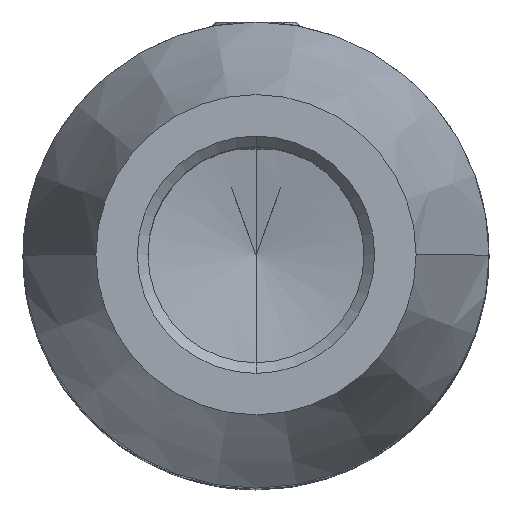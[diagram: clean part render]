
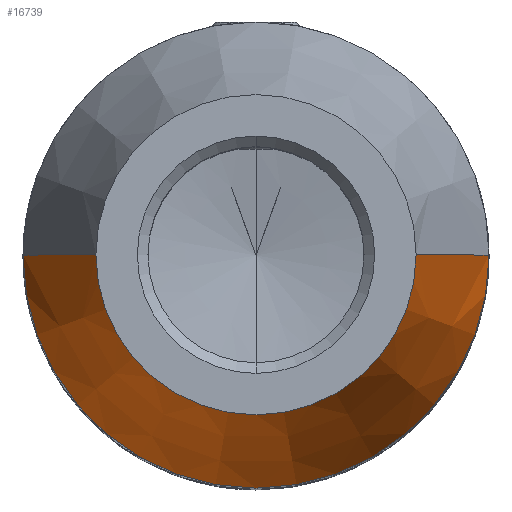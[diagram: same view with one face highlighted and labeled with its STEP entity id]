
A CAD part, top view. The second image highlights one B-rep face of the part: STEP entity #16739.
In plain terms, the highlighted conical face has half-angle 19 degrees and reference radius 7.557 mm.
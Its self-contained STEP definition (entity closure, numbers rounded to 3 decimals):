
#1245 = CARTESIAN_POINT ( 'NONE',  ( -11., 0., -10. ) ) ;
#1440 = LINE ( 'NONE', #1885, #11813 ) ;
#1885 = CARTESIAN_POINT ( 'NONE',  ( 7.557, 0., 0. ) ) ;
#2037 = DIRECTION ( 'NONE',  ( 0.326, 0., -0.946 ) ) ;
#3037 = VERTEX_POINT ( 'NONE', #1245 ) ;
#3047 = CARTESIAN_POINT ( 'NONE',  ( -7.557, 0., 0. ) ) ;
#3326 = EDGE_CURVE ( 'NONE', #12661, #7232, #1440, .T. ) ;
#3597 = CIRCLE ( 'NONE', #8735, 7.557 ) ;
#4265 = DIRECTION ( 'NONE',  ( 0., 0., 1. ) ) ;
#4801 = EDGE_LOOP ( 'NONE', ( #6635, #20479, #5774, #16681 ) ) ;
#5100 = DIRECTION ( 'NONE',  ( -0.326, 0., -0.946 ) ) ;
#5135 = CONICAL_SURFACE ( 'NONE', #9428, 7.557, 0.332 ) ;
#5774 = ORIENTED_EDGE ( 'NONE', *, *, #12191, .T. ) ;
#5792 = EDGE_CURVE ( 'NONE', #3037, #7232, #17550, .T. ) ;
#5801 = DIRECTION ( 'NONE',  ( 1., 0., 0. ) ) ;
#6447 = DIRECTION ( 'NONE',  ( 0., 0., -1. ) ) ;
#6593 = CARTESIAN_POINT ( 'NONE',  ( 0., 0., 0. ) ) ;
#6635 = ORIENTED_EDGE ( 'NONE', *, *, #3326, .F. ) ;
#7232 = VERTEX_POINT ( 'NONE', #14072 ) ;
#7487 = DIRECTION ( 'NONE',  ( 1., 0., 0. ) ) ;
#8735 = AXIS2_PLACEMENT_3D ( 'NONE', #16150, #19424, #7487 ) ;
#9428 = AXIS2_PLACEMENT_3D ( 'NONE', #6593, #6447, #9816 ) ;
#9527 = CARTESIAN_POINT ( 'NONE',  ( 7.557, 0., 0. ) ) ;
#9816 = DIRECTION ( 'NONE',  ( -1., 0., 0. ) ) ;
#10620 = VERTEX_POINT ( 'NONE', #3047 ) ;
#10809 = FACE_OUTER_BOUND ( 'NONE', #4801, .T. ) ;
#11813 = VECTOR ( 'NONE', #2037, 1000. ) ;
#12191 = EDGE_CURVE ( 'NONE', #10620, #3037, #16648, .T. ) ;
#12430 = AXIS2_PLACEMENT_3D ( 'NONE', #14220, #4265, #5801 ) ;
#12661 = VERTEX_POINT ( 'NONE', #9527 ) ;
#14072 = CARTESIAN_POINT ( 'NONE',  ( 11., 0., -10. ) ) ;
#14220 = CARTESIAN_POINT ( 'NONE',  ( 0., 0., -10. ) ) ;
#14505 = EDGE_CURVE ( 'NONE', #10620, #12661, #3597, .T. ) ;
#16150 = CARTESIAN_POINT ( 'NONE',  ( 0., 0., 0. ) ) ;
#16509 = CARTESIAN_POINT ( 'NONE',  ( -7.557, 0., 0. ) ) ;
#16648 = LINE ( 'NONE', #16509, #17691 ) ;
#16681 = ORIENTED_EDGE ( 'NONE', *, *, #5792, .T. ) ;
#16739 = ADVANCED_FACE ( 'NONE', ( #10809 ), #5135, .T. ) ;
#17550 = CIRCLE ( 'NONE', #12430, 11. ) ;
#17691 = VECTOR ( 'NONE', #5100, 1000. ) ;
#19424 = DIRECTION ( 'NONE',  ( 0., 0., 1. ) ) ;
#20479 = ORIENTED_EDGE ( 'NONE', *, *, #14505, .F. ) ;
